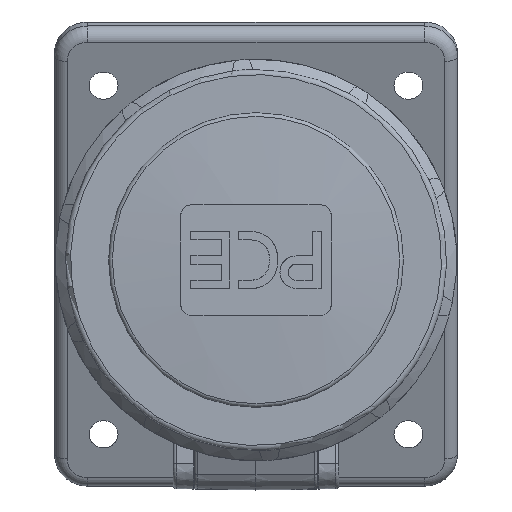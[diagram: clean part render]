
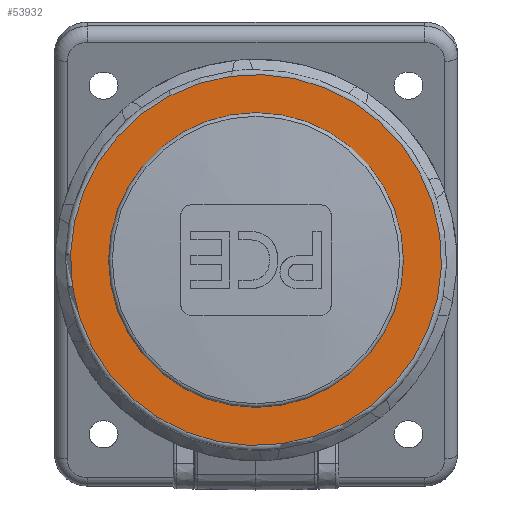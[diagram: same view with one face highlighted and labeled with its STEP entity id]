
A CAD part, front view. The second image highlights one B-rep face of the part: STEP entity #53932.
In plain terms, the highlighted planar face has unit normal (0, -1, 0).
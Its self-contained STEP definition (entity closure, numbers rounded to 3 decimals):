
#96 = FACE_OUTER_BOUND ( 'NONE', #56360, .T. ) ;
#3464 = FACE_BOUND ( 'NONE', #61742, .T. ) ;
#4651 = DIRECTION ( 'NONE',  ( 0., -1., 0. ) ) ;
#6012 = PLANE ( 'NONE',  #20687 ) ;
#18521 = CIRCLE ( 'NONE', #38897, 29. ) ;
#20687 = AXIS2_PLACEMENT_3D ( 'NONE', #32425, #27335, #64770 ) ;
#22375 = CIRCLE ( 'NONE', #63307, 36.5 ) ;
#27335 = DIRECTION ( 'NONE',  ( 0., -1., 0. ) ) ;
#27625 = EDGE_CURVE ( 'NONE', #40343, #40343, #22375, .T. ) ;
#28474 = ORIENTED_EDGE ( 'NONE', *, *, #27625, .T. ) ;
#30535 = DIRECTION ( 'NONE',  ( 0., -1., 0. ) ) ;
#32425 = CARTESIAN_POINT ( 'NONE',  ( 15.05, -8.7, 24.085 ) ) ;
#32541 = ORIENTED_EDGE ( 'NONE', *, *, #40101, .F. ) ;
#36428 = CARTESIAN_POINT ( 'NONE',  ( 0., -8.7, 0. ) ) ;
#38897 = AXIS2_PLACEMENT_3D ( 'NONE', #36428, #4651, #41851 ) ;
#39810 = CARTESIAN_POINT ( 'NONE',  ( 29., -8.7, 0. ) ) ;
#40101 = EDGE_CURVE ( 'NONE', #51226, #51226, #18521, .T. ) ;
#40343 = VERTEX_POINT ( 'NONE', #50342 ) ;
#41851 = DIRECTION ( 'NONE',  ( 1., 0., 0. ) ) ;
#50342 = CARTESIAN_POINT ( 'NONE',  ( 30.954, -8.7, -19.342 ) ) ;
#51226 = VERTEX_POINT ( 'NONE', #39810 ) ;
#53932 = ADVANCED_FACE ( 'NONE', ( #3464, #96 ), #6012, .T. ) ;
#56360 = EDGE_LOOP ( 'NONE', ( #28474 ) ) ;
#61742 = EDGE_LOOP ( 'NONE', ( #32541 ) ) ;
#62578 = CARTESIAN_POINT ( 'NONE',  ( 0., -8.7, 0. ) ) ;
#63307 = AXIS2_PLACEMENT_3D ( 'NONE', #62578, #30535, #68039 ) ;
#64770 = DIRECTION ( 'NONE',  ( 0.848, 0., -0.53 ) ) ;
#68039 = DIRECTION ( 'NONE',  ( 0.848, 0., -0.53 ) ) ;
